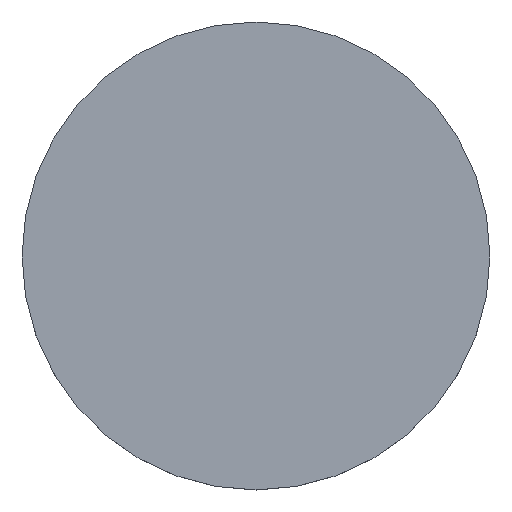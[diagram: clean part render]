
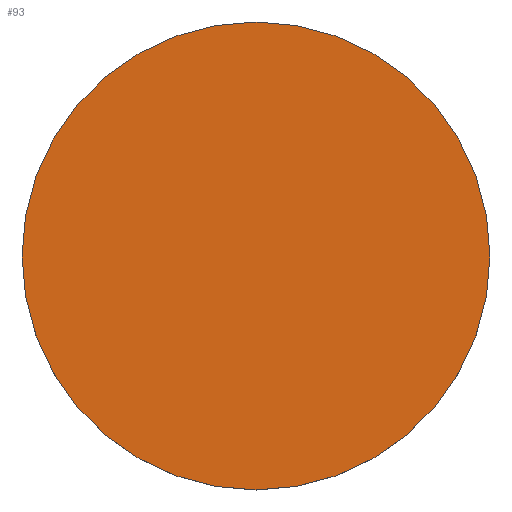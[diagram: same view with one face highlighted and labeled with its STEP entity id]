
A CAD part, top view. The second image highlights one B-rep face of the part: STEP entity #93.
In plain terms, the highlighted planar face has unit normal (0, 0, 1).
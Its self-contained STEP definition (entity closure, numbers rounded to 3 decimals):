
#15 = CARTESIAN_POINT ( 'NONE',  ( 0., 52.02, 6. ) ) ;
#32 = VERTEX_POINT ( 'NONE', #229 ) ;
#39 = DIRECTION ( 'NONE',  ( 0., 0., -1. ) ) ;
#56 = FACE_OUTER_BOUND ( 'NONE', #203, .T. ) ;
#64 = EDGE_CURVE ( 'NONE', #194, #32, #221, .T. ) ;
#70 = CARTESIAN_POINT ( 'NONE',  ( 0., 0., 6. ) ) ;
#87 = CIRCLE ( 'NONE', #88, 25.4 ) ;
#88 = AXIS2_PLACEMENT_3D ( 'NONE', #220, #205, #91 ) ;
#91 = DIRECTION ( 'NONE',  ( 1., 0., 0. ) ) ;
#93 = ADVANCED_FACE ( 'NONE', ( #56 ), #100, .T. ) ;
#99 = ORIENTED_EDGE ( 'NONE', *, *, #160, .F. ) ;
#100 = PLANE ( 'NONE',  #182 ) ;
#119 = DIRECTION ( 'NONE',  ( 1., 0., 0. ) ) ;
#140 = AXIS2_PLACEMENT_3D ( 'NONE', #70, #39, #196 ) ;
#142 = ORIENTED_EDGE ( 'NONE', *, *, #64, .F. ) ;
#158 = DIRECTION ( 'NONE',  ( 0., 0., 1. ) ) ;
#160 = EDGE_CURVE ( 'NONE', #32, #194, #87, .T. ) ;
#182 = AXIS2_PLACEMENT_3D ( 'NONE', #15, #158, #119 ) ;
#194 = VERTEX_POINT ( 'NONE', #235 ) ;
#196 = DIRECTION ( 'NONE',  ( 1., 0., 0. ) ) ;
#203 = EDGE_LOOP ( 'NONE', ( #99, #142 ) ) ;
#205 = DIRECTION ( 'NONE',  ( 0., 0., -1. ) ) ;
#220 = CARTESIAN_POINT ( 'NONE',  ( 0., 0., 6. ) ) ;
#221 = CIRCLE ( 'NONE', #140, 25.4 ) ;
#229 = CARTESIAN_POINT ( 'NONE',  ( 25.4, 0., 6. ) ) ;
#235 = CARTESIAN_POINT ( 'NONE',  ( -25.4, 0., 6. ) ) ;
